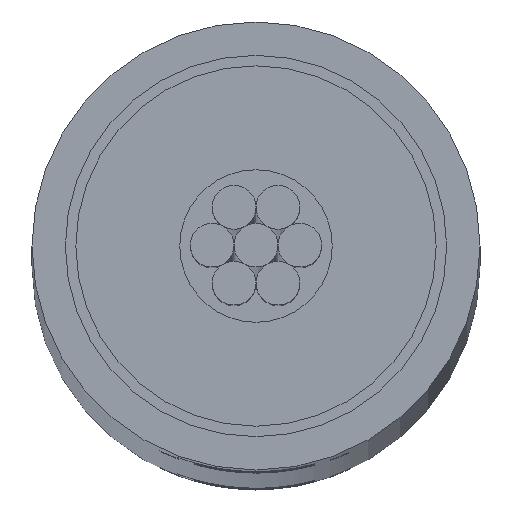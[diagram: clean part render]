
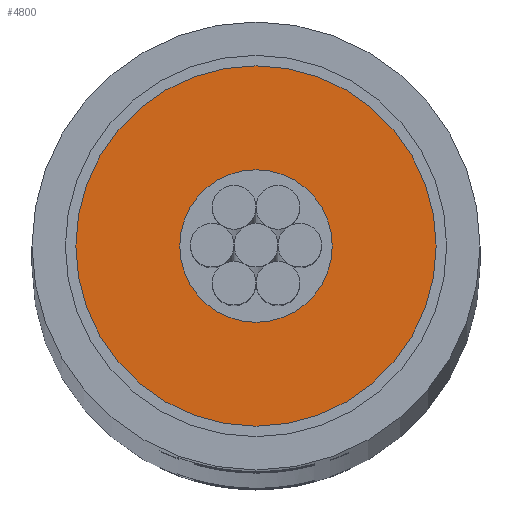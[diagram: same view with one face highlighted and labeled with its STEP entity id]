
A CAD part, top view. The second image highlights one B-rep face of the part: STEP entity #4800.
In plain terms, the highlighted planar face has unit normal (0, 0, 1).
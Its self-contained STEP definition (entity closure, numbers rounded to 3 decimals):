
#4450=CARTESIAN_POINT('',(48.738,45.681,10.));
#4460=DIRECTION('',(0.,0.,1.));
#4470=DIRECTION('',(1.,0.,0.));
#4480=AXIS2_PLACEMENT_3D('',#4450,#4460,#4470);
#4490=PLANE('',#4480);
#4500=CARTESIAN_POINT('',(51.584,44.059,10.));
#4510=DIRECTION('',(0.,0.,1.));
#4520=DIRECTION('',(1.,0.,0.));
#4530=AXIS2_PLACEMENT_3D('',#4500,#4510,#4520);
#4540=CIRCLE('',#4530,4.);
#4550=CARTESIAN_POINT('',(55.584,44.059,10.));
#4560=VERTEX_POINT('',#4550);
#4570=CARTESIAN_POINT('',(47.584,44.059,10.));
#4580=VERTEX_POINT('',#4570);
#4590=EDGE_CURVE('',#4560,#4580,#4540,.T.);
#4600=ORIENTED_EDGE('',*,*,#4590,.F.);
#4610=EDGE_CURVE('',#4580,#4560,#4540,.T.);
#4620=ORIENTED_EDGE('',*,*,#4610,.F.);
#4630=EDGE_LOOP('',(#4620,#4600));
#4640=FACE_BOUND('',#4630,.T.);
#4650=CARTESIAN_POINT('',(51.584,44.059,10.));
#4660=DIRECTION('',(0.,0.,1.));
#4670=DIRECTION('',(1.,0.,0.));
#4680=AXIS2_PLACEMENT_3D('',#4650,#4660,#4670);
#4690=CIRCLE('',#4680,9.45);
#4700=CARTESIAN_POINT('',(61.034,44.059,10.));
#4710=VERTEX_POINT('',#4700);
#4720=CARTESIAN_POINT('',(42.134,44.059,10.));
#4730=VERTEX_POINT('',#4720);
#4740=EDGE_CURVE('',#4710,#4730,#4690,.T.);
#4750=ORIENTED_EDGE('',*,*,#4740,.T.);
#4760=EDGE_CURVE('',#4730,#4710,#4690,.T.);
#4770=ORIENTED_EDGE('',*,*,#4760,.T.);
#4780=EDGE_LOOP('',(#4770,#4750));
#4790=FACE_OUTER_BOUND('',#4780,.T.);
#4800=ADVANCED_FACE('',(#4640,#4790),#4490,.T.);
